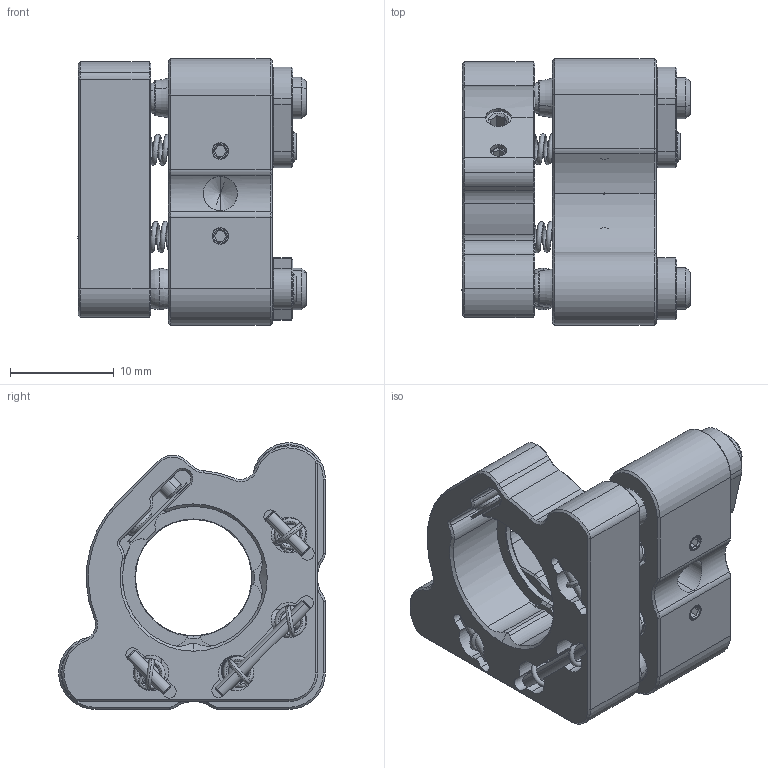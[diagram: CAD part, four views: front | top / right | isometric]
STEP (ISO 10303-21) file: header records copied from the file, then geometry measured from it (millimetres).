
FILE_DESCRIPTION (( 'STEP AP203' ), '1' );
FILE_NAME ('EMHS12.7-2C.STEP', '2025-06-17T01:37:27', ( '' ), ( '' ), 'SwSTEP 2.0', 'SolidWorks 2020', '' );
FILE_SCHEMA (( 'CONFIG_CONTROL_DESIGN' ));
Length unit declared in the file: millimetre
Products named in the file (1): EMHS12.7-2C
Bounding box: 22 x 25.7 x 25.7 mm (x, y, z)
Volume: 4942.3 mm3; surface area: 6193.3 mm2
Topology: 29 solids, 29 shells, 742 faces, 1994 edges, 1329 vertices
Faces by surface type: plane 269, cone 199, cylinder 194, torus 36, bspline 32, sphere 12
Entity records: 31543 total; most frequent: CARTESIAN_POINT 12854, ORIENTED_EDGE 3928, DIRECTION 3862, EDGE_CURVE 1964, AXIS2_PLACEMENT_3D 1441, VERTEX_POINT 1323, LINE 980, VECTOR 980
